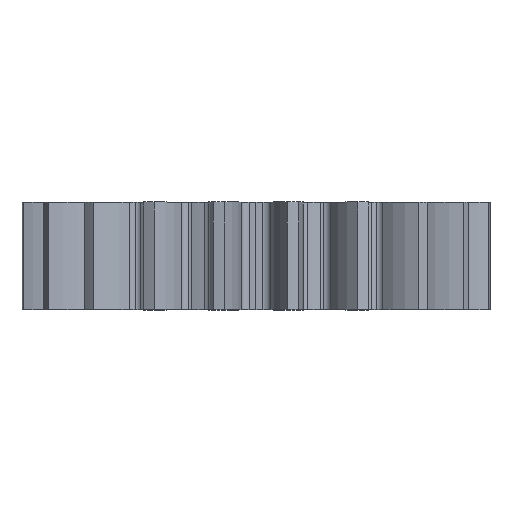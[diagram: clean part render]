
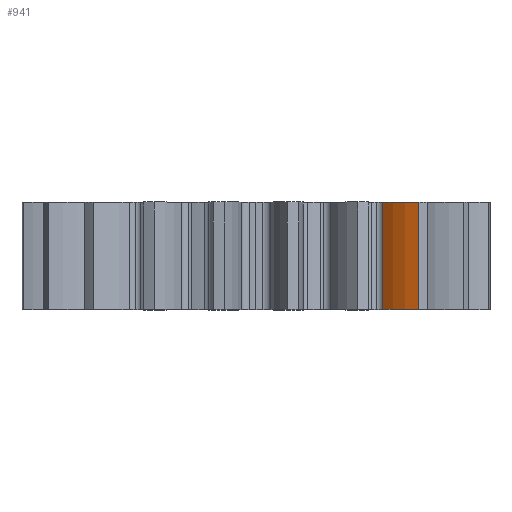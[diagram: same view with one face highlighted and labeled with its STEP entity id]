
A CAD part, top view. The second image highlights one B-rep face of the part: STEP entity #941.
In plain terms, the highlighted cylindrical face has radius 8.565 mm (diameter 17.131 mm), a partial arc.
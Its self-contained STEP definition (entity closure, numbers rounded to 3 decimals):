
#26 = EDGE_LOOP ( 'NONE', ( #2492, #3583, #705, #2625 ) ) ;
#60 = DIRECTION ( 'NONE',  ( 0., -1., 0. ) ) ;
#172 = CARTESIAN_POINT ( 'NONE',  ( 15.162, 10., 15.941 ) ) ;
#382 = CARTESIAN_POINT ( 'NONE',  ( 15.162, 0., 15.941 ) ) ;
#473 = CARTESIAN_POINT ( 'NONE',  ( 17.85, 10., 7.809 ) ) ;
#521 = CARTESIAN_POINT ( 'NONE',  ( 11.781, 0., 13.852 ) ) ;
#656 = VERTEX_POINT ( 'NONE', #1554 ) ;
#705 = ORIENTED_EDGE ( 'NONE', *, *, #1824, .F. ) ;
#897 = CARTESIAN_POINT ( 'NONE',  ( 17.85, 0., 7.809 ) ) ;
#899 = VERTEX_POINT ( 'NONE', #1405 ) ;
#941 = ADVANCED_FACE ( 'NONE', ( #1335 ), #2825, .T. ) ;
#1236 = DIRECTION ( 'NONE',  ( 0., -1., 0. ) ) ;
#1335 = FACE_OUTER_BOUND ( 'NONE', #26, .T. ) ;
#1386 = DIRECTION ( 'NONE',  ( 0., 1., 0. ) ) ;
#1405 = CARTESIAN_POINT ( 'NONE',  ( 11.781, 10., 13.852 ) ) ;
#1522 = AXIS2_PLACEMENT_3D ( 'NONE', #897, #1236, #2020 ) ;
#1554 = CARTESIAN_POINT ( 'NONE',  ( 11.781, 0., 13.852 ) ) ;
#1601 = CIRCLE ( 'NONE', #1522, 8.565 ) ;
#1696 = DIRECTION ( 'NONE',  ( 0., 1., 0. ) ) ;
#1824 = EDGE_CURVE ( 'NONE', #2193, #656, #1601, .T. ) ;
#2020 = DIRECTION ( 'NONE',  ( 0.588, 0., 0.809 ) ) ;
#2053 = DIRECTION ( 'NONE',  ( 0., -1., 0. ) ) ;
#2183 = EDGE_CURVE ( 'NONE', #3209, #899, #3755, .T. ) ;
#2193 = VERTEX_POINT ( 'NONE', #382 ) ;
#2414 = LINE ( 'NONE', #521, #2736 ) ;
#2491 = CARTESIAN_POINT ( 'NONE',  ( 15.162, 0., 15.941 ) ) ;
#2492 = ORIENTED_EDGE ( 'NONE', *, *, #2183, .T. ) ;
#2625 = ORIENTED_EDGE ( 'NONE', *, *, #4754, .T. ) ;
#2736 = VECTOR ( 'NONE', #2053, 1000. ) ;
#2764 = EDGE_CURVE ( 'NONE', #899, #656, #2414, .T. ) ;
#2800 = AXIS2_PLACEMENT_3D ( 'NONE', #4737, #1386, #2870 ) ;
#2825 = CYLINDRICAL_SURFACE ( 'NONE', #2800, 8.565 ) ;
#2870 = DIRECTION ( 'NONE',  ( 0., 0., 1. ) ) ;
#3209 = VERTEX_POINT ( 'NONE', #172 ) ;
#3213 = AXIS2_PLACEMENT_3D ( 'NONE', #473, #60, #3747 ) ;
#3233 = LINE ( 'NONE', #2491, #3529 ) ;
#3529 = VECTOR ( 'NONE', #1696, 1000. ) ;
#3583 = ORIENTED_EDGE ( 'NONE', *, *, #2764, .T. ) ;
#3747 = DIRECTION ( 'NONE',  ( 0.588, 0., 0.809 ) ) ;
#3755 = CIRCLE ( 'NONE', #3213, 8.565 ) ;
#4737 = CARTESIAN_POINT ( 'NONE',  ( 17.85, 0., 7.809 ) ) ;
#4754 = EDGE_CURVE ( 'NONE', #2193, #3209, #3233, .T. ) ;
